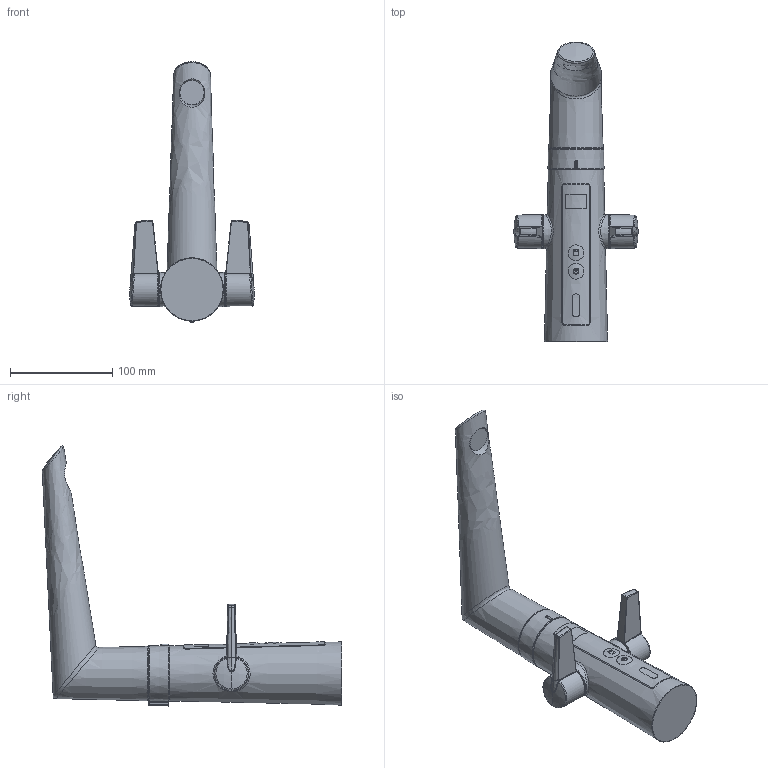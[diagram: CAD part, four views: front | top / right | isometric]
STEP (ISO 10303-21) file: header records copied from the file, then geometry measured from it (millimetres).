
FILE_DESCRIPTION (( 'STEP AP203' ), '1' );
FILE_NAME ('2727F+65242213.STEP', '2017-03-09T05:48:25', ( '' ), ( '' ), 'SwSTEP 2.0', 'SolidWorks 2016', '' );
FILE_SCHEMA (( 'CONFIG_CONTROL_DESIGN' ));
Length unit declared in the file: millimetre
Products named in the file (1): 2727F+65242213
Bounding box: 121.98 x 293.44 x 255.32 mm (x, y, z)
Volume: 994514.7 mm3; surface area: 90972.8 mm2
Topology: 1 solids, 1 shells, 245 faces, 576 edges, 353 vertices
Faces by surface type: bspline 175, cone 20, torus 20, plane 18, cylinder 11, sphere 1
Full cylindrical faces by diameter (mm): 23.8 x1, 32.535 x4, 33.5 x2
Entity records: 31419 total; most frequent: CARTESIAN_POINT 27422, ORIENTED_EDGE 1046, EDGE_CURVE 523, B_SPLINE_CURVE_WITH_KNOTS 381, DIRECTION 356, VERTEX_POINT 336, EDGE_LOOP 301, FACE_OUTER_BOUND 268
